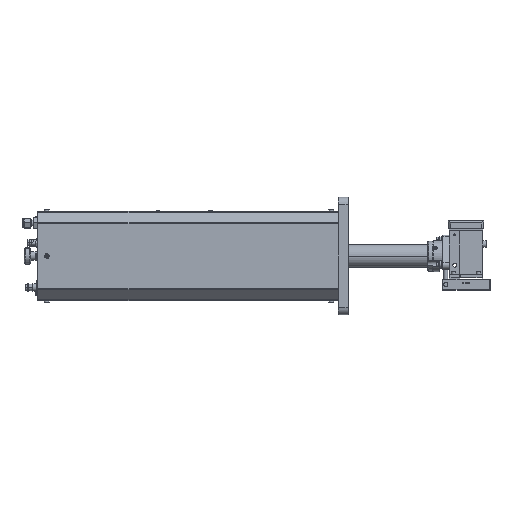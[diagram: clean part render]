
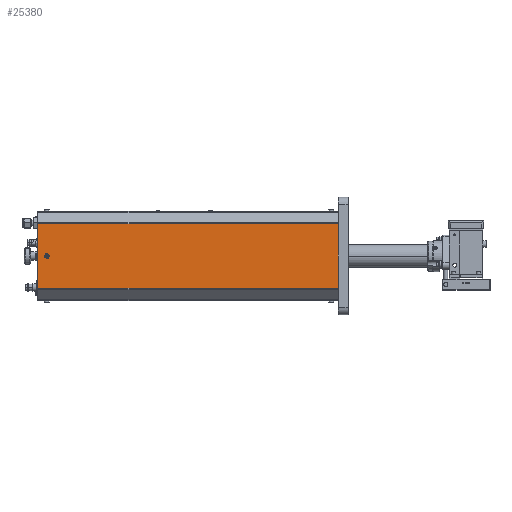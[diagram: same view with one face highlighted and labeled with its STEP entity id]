
A CAD part, front view. The second image highlights one B-rep face of the part: STEP entity #25380.
In plain terms, the highlighted planar face has unit normal (0, -1, 0).
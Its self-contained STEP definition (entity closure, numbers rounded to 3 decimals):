
#281 = VERTEX_POINT ( 'NONE', #12612 ) ;
#409 = CARTESIAN_POINT ( 'NONE',  ( -460.6, -72.802, -2.4 ) ) ;
#967 = EDGE_LOOP ( 'NONE', ( #43417, #11389, #23834, #7409 ) ) ;
#1118 = EDGE_CURVE ( 'NONE', #281, #27067, #32198, .T. ) ;
#1786 = DIRECTION ( 'NONE',  ( 0., 0., -1. ) ) ;
#2956 = DIRECTION ( 'NONE',  ( 1., 0., 0. ) ) ;
#3485 = LINE ( 'NONE', #15228, #49093 ) ;
#3820 = VERTEX_POINT ( 'NONE', #33719 ) ;
#7409 = ORIENTED_EDGE ( 'NONE', *, *, #27474, .T. ) ;
#7462 = EDGE_LOOP ( 'NONE', ( #36517, #22230, #40952, #8816 ) ) ;
#7764 = CARTESIAN_POINT ( 'NONE',  ( -474.1, -72.802, -49.586 ) ) ;
#7855 = DIRECTION ( 'NONE',  ( 0., 0., -1. ) ) ;
#8426 = CARTESIAN_POINT ( 'NONE',  ( -15., -72.802, -50.828 ) ) ;
#8816 = ORIENTED_EDGE ( 'NONE', *, *, #32719, .T. ) ;
#8987 = LINE ( 'NONE', #10785, #9292 ) ;
#9204 = VERTEX_POINT ( 'NONE', #7764 ) ;
#9292 = VECTOR ( 'NONE', #2956, 1000. ) ;
#9802 = AXIS2_PLACEMENT_3D ( 'NONE', #13536, #21347, #1786 ) ;
#10785 = CARTESIAN_POINT ( 'NONE',  ( -459.6, -72.802, 2.4 ) ) ;
#11052 = CARTESIAN_POINT ( 'NONE',  ( -459.6, -72.802, -2.4 ) ) ;
#11056 = EDGE_CURVE ( 'NONE', #41524, #281, #8987, .T. ) ;
#11389 = ORIENTED_EDGE ( 'NONE', *, *, #1118, .T. ) ;
#11547 = CIRCLE ( 'NONE', #38076, 2.4 ) ;
#11737 = DIRECTION ( 'NONE',  ( -1., 0., 0. ) ) ;
#12231 = CARTESIAN_POINT ( 'NONE',  ( -474.1, -72.802, 49.586 ) ) ;
#12324 = AXIS2_PLACEMENT_3D ( 'NONE', #46147, #38359, #17868 ) ;
#12612 = CARTESIAN_POINT ( 'NONE',  ( -459.6, -72.802, 2.4 ) ) ;
#13536 = CARTESIAN_POINT ( 'NONE',  ( -459.6, -72.802, 0. ) ) ;
#14581 = VECTOR ( 'NONE', #41319, 1000. ) ;
#14845 = CARTESIAN_POINT ( 'NONE',  ( -474.1, -72.802, -50.828 ) ) ;
#15228 = CARTESIAN_POINT ( 'NONE',  ( -474.1, -72.802, -49.586 ) ) ;
#17868 = DIRECTION ( 'NONE',  ( 0., 0., -1. ) ) ;
#19192 = CARTESIAN_POINT ( 'NONE',  ( -460.6, -72.802, 2.4 ) ) ;
#19717 = EDGE_CURVE ( 'NONE', #47049, #37087, #28372, .T. ) ;
#21347 = DIRECTION ( 'NONE',  ( 0., 1., 0. ) ) ;
#22230 = ORIENTED_EDGE ( 'NONE', *, *, #19717, .T. ) ;
#23684 = LINE ( 'NONE', #14845, #27281 ) ;
#23834 = ORIENTED_EDGE ( 'NONE', *, *, #38804, .T. ) ;
#24009 = CARTESIAN_POINT ( 'NONE',  ( -460.6, -72.802, 0. ) ) ;
#25141 = EDGE_CURVE ( 'NONE', #9204, #37087, #23684, .T. ) ;
#25334 = VECTOR ( 'NONE', #11737, 1000. ) ;
#25380 = ADVANCED_FACE ( 'NONE', ( #37833, #26700 ), #45646, .F. ) ;
#26548 = LINE ( 'NONE', #41571, #14581 ) ;
#26700 = FACE_OUTER_BOUND ( 'NONE', #7462, .T. ) ;
#27067 = VERTEX_POINT ( 'NONE', #11052 ) ;
#27281 = VECTOR ( 'NONE', #39470, 1000. ) ;
#27474 = EDGE_CURVE ( 'NONE', #35587, #41524, #11547, .T. ) ;
#27697 = DIRECTION ( 'NONE',  ( 1., 0., 0. ) ) ;
#28372 = LINE ( 'NONE', #12231, #25334 ) ;
#32087 = DIRECTION ( 'NONE',  ( 0., 0., 1. ) ) ;
#32198 = CIRCLE ( 'NONE', #9802, 2.4 ) ;
#32719 = EDGE_CURVE ( 'NONE', #9204, #3820, #3485, .T. ) ;
#33719 = CARTESIAN_POINT ( 'NONE',  ( -15., -72.802, -49.586 ) ) ;
#34390 = EDGE_CURVE ( 'NONE', #3820, #47049, #47679, .T. ) ;
#35179 = CARTESIAN_POINT ( 'NONE',  ( -15., -72.802, 49.586 ) ) ;
#35587 = VERTEX_POINT ( 'NONE', #409 ) ;
#36517 = ORIENTED_EDGE ( 'NONE', *, *, #34390, .T. ) ;
#37087 = VERTEX_POINT ( 'NONE', #45378 ) ;
#37833 = FACE_BOUND ( 'NONE', #967, .T. ) ;
#38076 = AXIS2_PLACEMENT_3D ( 'NONE', #24009, #39035, #7855 ) ;
#38359 = DIRECTION ( 'NONE',  ( 0., 1., 0. ) ) ;
#38804 = EDGE_CURVE ( 'NONE', #27067, #35587, #26548, .T. ) ;
#39035 = DIRECTION ( 'NONE',  ( 0., 1., 0. ) ) ;
#39470 = DIRECTION ( 'NONE',  ( 0., 0., 1. ) ) ;
#40952 = ORIENTED_EDGE ( 'NONE', *, *, #25141, .F. ) ;
#41319 = DIRECTION ( 'NONE',  ( -1., 0., 0. ) ) ;
#41524 = VERTEX_POINT ( 'NONE', #19192 ) ;
#41571 = CARTESIAN_POINT ( 'NONE',  ( -459.6, -72.802, -2.4 ) ) ;
#43417 = ORIENTED_EDGE ( 'NONE', *, *, #11056, .T. ) ;
#45378 = CARTESIAN_POINT ( 'NONE',  ( -474.1, -72.802, 49.586 ) ) ;
#45646 = PLANE ( 'NONE',  #12324 ) ;
#46147 = CARTESIAN_POINT ( 'NONE',  ( -474.1, -72.802, -50.828 ) ) ;
#47049 = VERTEX_POINT ( 'NONE', #35179 ) ;
#47679 = LINE ( 'NONE', #8426, #49207 ) ;
#49093 = VECTOR ( 'NONE', #27697, 1000. ) ;
#49207 = VECTOR ( 'NONE', #32087, 1000. ) ;
